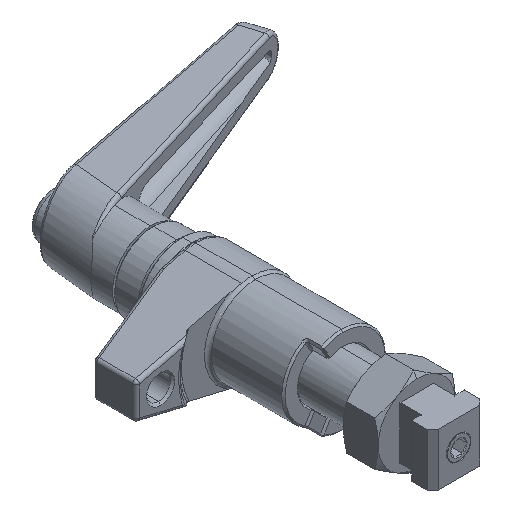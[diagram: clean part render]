
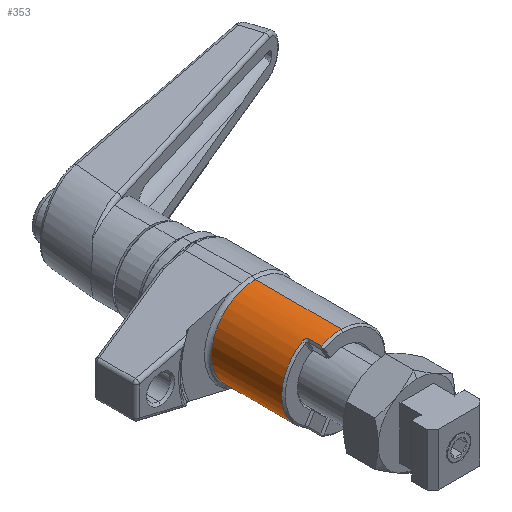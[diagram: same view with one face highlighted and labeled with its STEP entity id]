
A CAD part, isometric view. The second image highlights one B-rep face of the part: STEP entity #353.
In plain terms, the highlighted cylindrical face has radius 12.5 mm (diameter 25 mm), a partial arc.
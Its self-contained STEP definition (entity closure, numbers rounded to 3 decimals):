
#14 = CARTESIAN_POINT ( 'NONE',  ( -5.677, 21., -11.136 ) ) ;
#22 = B_SPLINE_CURVE_WITH_KNOTS ( 'NONE', 3,
 ( #8926, #7106, #2150, #8070, #9889, #2079 ),
 .UNSPECIFIED., .F., .F.,
 ( 4, 2, 4 ),
 ( 0., 0.5, 1. ),
 .UNSPECIFIED. ) ;
#353 = ADVANCED_FACE ( 'NONE', ( #4543 ), #2461, .T. ) ;
#625 = CARTESIAN_POINT ( 'NONE',  ( 0., 21.5, 12.5 ) ) ;
#639 = AXIS2_PLACEMENT_3D ( 'NONE', #10205, #5105, #12181 ) ;
#710 = EDGE_CURVE ( 'NONE', #1016, #11417, #6863, .T. ) ;
#716 = LINE ( 'NONE', #10812, #3541 ) ;
#1016 = VERTEX_POINT ( 'NONE', #10825 ) ;
#1019 = ORIENTED_EDGE ( 'NONE', *, *, #4689, .T. ) ;
#1100 = DIRECTION ( 'NONE',  ( 0., 0., -1. ) ) ;
#1175 = EDGE_CURVE ( 'NONE', #11904, #7587, #11246, .T. ) ;
#1264 = VECTOR ( 'NONE', #10839, 1000. ) ;
#1367 = DIRECTION ( 'NONE',  ( 0., 0., -1. ) ) ;
#1769 = VERTEX_POINT ( 'NONE', #7518 ) ;
#1888 = DIRECTION ( 'NONE',  ( 0., -1., 0. ) ) ;
#1891 = CARTESIAN_POINT ( 'NONE',  ( 0., 46., 0. ) ) ;
#1897 = CARTESIAN_POINT ( 'NONE',  ( 0., 26., 0. ) ) ;
#2079 = CARTESIAN_POINT ( 'NONE',  ( -6.585, 26., -10.625 ) ) ;
#2150 = CARTESIAN_POINT ( 'NONE',  ( -5.777, 25.521, -11.086 ) ) ;
#2461 = CYLINDRICAL_SURFACE ( 'NONE', #8689, 12.5 ) ;
#2869 = CARTESIAN_POINT ( 'NONE',  ( -6.118, 25.893, 10.902 ) ) ;
#3315 = CARTESIAN_POINT ( 'NONE',  ( 0., 21., 12.5 ) ) ;
#3538 = DIRECTION ( 'NONE',  ( 0., -1., 0. ) ) ;
#3541 = VECTOR ( 'NONE', #1888, 1000. ) ;
#3801 = CIRCLE ( 'NONE', #11030, 12.5 ) ;
#3817 = VERTEX_POINT ( 'NONE', #8082 ) ;
#3902 = DIRECTION ( 'NONE',  ( 0., 1., 0. ) ) ;
#3966 = DIRECTION ( 'NONE',  ( 0., 1., 0. ) ) ;
#4019 = EDGE_CURVE ( 'NONE', #5304, #3817, #3801, .T. ) ;
#4294 = EDGE_CURVE ( 'NONE', #7970, #1769, #716, .T. ) ;
#4312 = LINE ( 'NONE', #4506, #10230 ) ;
#4465 = CARTESIAN_POINT ( 'NONE',  ( -6.585, 26., -10.625 ) ) ;
#4506 = CARTESIAN_POINT ( 'NONE',  ( 0., 21., -12.5 ) ) ;
#4543 = FACE_OUTER_BOUND ( 'NONE', #8780, .T. ) ;
#4588 = CIRCLE ( 'NONE', #639, 12.5 ) ;
#4689 = EDGE_CURVE ( 'NONE', #1769, #8084, #4588, .T. ) ;
#4705 = CARTESIAN_POINT ( 'NONE',  ( -5.678, 25.263, 11.136 ) ) ;
#4751 = ORIENTED_EDGE ( 'NONE', *, *, #710, .T. ) ;
#4758 = CARTESIAN_POINT ( 'NONE',  ( -6.585, 26., 10.625 ) ) ;
#4974 = EDGE_CURVE ( 'NONE', #7587, #7970, #10855, .T. ) ;
#5105 = DIRECTION ( 'NONE',  ( 0., 1., 0. ) ) ;
#5119 = CARTESIAN_POINT ( 'NONE',  ( 0., 21.5, 0. ) ) ;
#5304 = VERTEX_POINT ( 'NONE', #10016 ) ;
#6565 = ORIENTED_EDGE ( 'NONE', *, *, #4294, .T. ) ;
#6819 = ORIENTED_EDGE ( 'NONE', *, *, #12227, .T. ) ;
#6837 = DIRECTION ( 'NONE',  ( 0., -1., 0. ) ) ;
#6863 = LINE ( 'NONE', #14, #1264 ) ;
#7011 = EDGE_CURVE ( 'NONE', #8977, #1016, #9470, .T. ) ;
#7106 = CARTESIAN_POINT ( 'NONE',  ( -5.678, 25.264, -11.136 ) ) ;
#7264 = AXIS2_PLACEMENT_3D ( 'NONE', #1897, #3902, #11886 ) ;
#7480 = DIRECTION ( 'NONE',  ( 0., -1., 0. ) ) ;
#7518 = CARTESIAN_POINT ( 'NONE',  ( -5.677, 21.5, 11.136 ) ) ;
#7587 = VERTEX_POINT ( 'NONE', #11521 ) ;
#7664 = VECTOR ( 'NONE', #12195, 1000. ) ;
#7970 = VERTEX_POINT ( 'NONE', #9514 ) ;
#8070 = CARTESIAN_POINT ( 'NONE',  ( -6.118, 25.893, -10.902 ) ) ;
#8082 = CARTESIAN_POINT ( 'NONE',  ( 0., 46., -12.5 ) ) ;
#8084 = VERTEX_POINT ( 'NONE', #625 ) ;
#8341 = LINE ( 'NONE', #3315, #7664 ) ;
#8689 = AXIS2_PLACEMENT_3D ( 'NONE', #9379, #7480, #1367 ) ;
#8749 = ORIENTED_EDGE ( 'NONE', *, *, #9574, .T. ) ;
#8780 = EDGE_LOOP ( 'NONE', ( #9916, #11115, #6819, #12196, #4751, #8749, #11485, #12569, #6565, #1019 ) ) ;
#8919 = DIRECTION ( 'NONE',  ( 0., 0., -1. ) ) ;
#8926 = CARTESIAN_POINT ( 'NONE',  ( -5.677, 25., -11.136 ) ) ;
#8977 = VERTEX_POINT ( 'NONE', #9053 ) ;
#9005 = EDGE_CURVE ( 'NONE', #5304, #8084, #8341, .T. ) ;
#9053 = CARTESIAN_POINT ( 'NONE',  ( 0., 21.5, -12.5 ) ) ;
#9277 = AXIS2_PLACEMENT_3D ( 'NONE', #5119, #3966, #1100 ) ;
#9379 = CARTESIAN_POINT ( 'NONE',  ( 0., 21., 0. ) ) ;
#9470 = CIRCLE ( 'NONE', #9277, 12.5 ) ;
#9514 = CARTESIAN_POINT ( 'NONE',  ( -5.677, 25., 11.136 ) ) ;
#9574 = EDGE_CURVE ( 'NONE', #11417, #11904, #22, .T. ) ;
#9598 = CARTESIAN_POINT ( 'NONE',  ( -6.351, 26., 10.77 ) ) ;
#9889 = CARTESIAN_POINT ( 'NONE',  ( -6.353, 26., -10.769 ) ) ;
#9916 = ORIENTED_EDGE ( 'NONE', *, *, #9005, .F. ) ;
#10016 = CARTESIAN_POINT ( 'NONE',  ( 0., 46., 12.5 ) ) ;
#10205 = CARTESIAN_POINT ( 'NONE',  ( 0., 21.5, 0. ) ) ;
#10230 = VECTOR ( 'NONE', #3538, 1000. ) ;
#10578 = CARTESIAN_POINT ( 'NONE',  ( -5.677, 25., 11.136 ) ) ;
#10812 = CARTESIAN_POINT ( 'NONE',  ( -5.677, 21., 11.136 ) ) ;
#10825 = CARTESIAN_POINT ( 'NONE',  ( -5.677, 21.5, -11.136 ) ) ;
#10839 = DIRECTION ( 'NONE',  ( 0., 1., 0. ) ) ;
#10855 = B_SPLINE_CURVE_WITH_KNOTS ( 'NONE', 3,
 ( #4758, #9598, #2869, #12695, #4705, #10578 ),
 .UNSPECIFIED., .F., .F.,
 ( 4, 2, 4 ),
 ( 0., 0.5, 1. ),
 .UNSPECIFIED. ) ;
#11030 = AXIS2_PLACEMENT_3D ( 'NONE', #1891, #6837, #8919 ) ;
#11115 = ORIENTED_EDGE ( 'NONE', *, *, #4019, .T. ) ;
#11246 = CIRCLE ( 'NONE', #7264, 12.5 ) ;
#11417 = VERTEX_POINT ( 'NONE', #12022 ) ;
#11485 = ORIENTED_EDGE ( 'NONE', *, *, #1175, .T. ) ;
#11521 = CARTESIAN_POINT ( 'NONE',  ( -6.585, 26., 10.625 ) ) ;
#11886 = DIRECTION ( 'NONE',  ( 0., 0., -1. ) ) ;
#11904 = VERTEX_POINT ( 'NONE', #4465 ) ;
#12022 = CARTESIAN_POINT ( 'NONE',  ( -5.677, 25., -11.136 ) ) ;
#12181 = DIRECTION ( 'NONE',  ( 0., 0., -1. ) ) ;
#12195 = DIRECTION ( 'NONE',  ( 0., -1., 0. ) ) ;
#12196 = ORIENTED_EDGE ( 'NONE', *, *, #7011, .T. ) ;
#12227 = EDGE_CURVE ( 'NONE', #3817, #8977, #4312, .T. ) ;
#12569 = ORIENTED_EDGE ( 'NONE', *, *, #4974, .T. ) ;
#12695 = CARTESIAN_POINT ( 'NONE',  ( -5.777, 25.521, 11.087 ) ) ;
